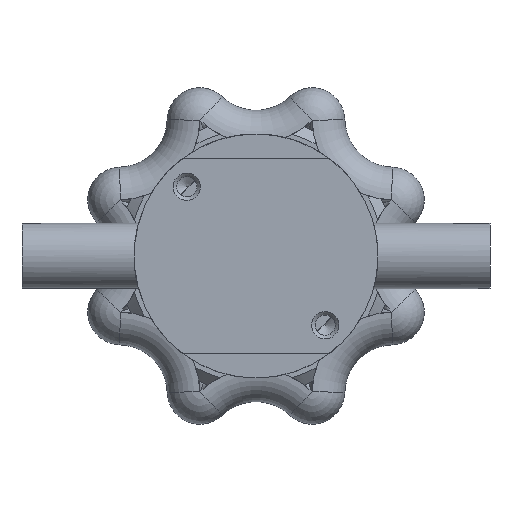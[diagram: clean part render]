
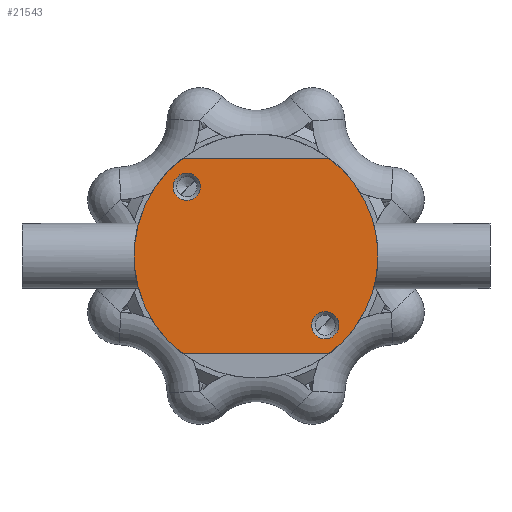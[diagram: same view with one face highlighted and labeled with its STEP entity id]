
A CAD part, front view. The second image highlights one B-rep face of the part: STEP entity #21543.
In plain terms, the highlighted planar face has unit normal (0, -1, 0).
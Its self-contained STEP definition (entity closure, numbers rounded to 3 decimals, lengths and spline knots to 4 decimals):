
#625=FACE_BOUND('',#7118,.T.);
#626=FACE_BOUND('',#7119,.T.);
#853=PLANE('',#22891);
#1578=CIRCLE('',#22892,0.935);
#1579=CIRCLE('',#22893,0.935);
#1580=CIRCLE('',#22894,0.105);
#1581=CIRCLE('',#22895,0.105);
#2423=LINE('',#32084,#4156);
#2424=LINE('',#32088,#4157);
#4156=VECTOR('',#25215,1.1166);
#4157=VECTOR('',#25218,1.1166);
#5808=FACE_OUTER_BOUND('',#7117,.T.);
#7117=EDGE_LOOP('',(#15806,#15807,#15808,#15809));
#7118=EDGE_LOOP('',(#15810));
#7119=EDGE_LOOP('',(#15811));
#9496=VERTEX_POINT('',#32082);
#9497=VERTEX_POINT('',#32083);
#9498=VERTEX_POINT('',#32085);
#9499=VERTEX_POINT('',#32087);
#9500=VERTEX_POINT('',#32090);
#9501=VERTEX_POINT('',#32092);
#11905=EDGE_CURVE('',#9496,#9497,#2423,.T.);
#11906=EDGE_CURVE('',#9498,#9497,#1578,.T.);
#11907=EDGE_CURVE('',#9498,#9499,#2424,.T.);
#11908=EDGE_CURVE('',#9496,#9499,#1579,.T.);
#11909=EDGE_CURVE('',#9500,#9500,#1580,.T.);
#11910=EDGE_CURVE('',#9501,#9501,#1581,.T.);
#15806=ORIENTED_EDGE('',*,*,#11905,.T.);
#15807=ORIENTED_EDGE('',*,*,#11906,.F.);
#15808=ORIENTED_EDGE('',*,*,#11907,.T.);
#15809=ORIENTED_EDGE('',*,*,#11908,.F.);
#15810=ORIENTED_EDGE('',*,*,#11909,.T.);
#15811=ORIENTED_EDGE('',*,*,#11910,.T.);
#21543=ADVANCED_FACE('',(#5808,#625,#626),#853,.T.);
#22891=AXIS2_PLACEMENT_3D('',#32081,#25213,#25214);
#22892=AXIS2_PLACEMENT_3D('',#32086,#25216,#25217);
#22893=AXIS2_PLACEMENT_3D('',#32089,#25219,#25220);
#22894=AXIS2_PLACEMENT_3D('',#32091,#25221,#25222);
#22895=AXIS2_PLACEMENT_3D('',#32093,#25223,#25224);
#25213=DIRECTION('center_axis',(0.,-1.,0.));
#25214=DIRECTION('ref_axis',(0.,0.,-1.));
#25215=DIRECTION('',(1.,0.,0.));
#25216=DIRECTION('center_axis',(0.,1.,0.));
#25217=DIRECTION('ref_axis',(1.,0.,0.));
#25218=DIRECTION('',(-1.,0.,0.));
#25219=DIRECTION('center_axis',(0.,1.,0.));
#25220=DIRECTION('ref_axis',(1.,0.,0.));
#25221=DIRECTION('center_axis',(0.,1.,0.));
#25222=DIRECTION('ref_axis',(1.,0.,0.));
#25223=DIRECTION('center_axis',(0.,1.,0.));
#25224=DIRECTION('ref_axis',(1.,0.,0.));
#32081=CARTESIAN_POINT('Origin',(0.4675,0.,0.));
#32082=CARTESIAN_POINT('',(-0.5583,0.,-0.75));
#32083=CARTESIAN_POINT('',(0.5583,0.,-0.75));
#32084=CARTESIAN_POINT('',(0.6301,0.,-0.75));
#32085=CARTESIAN_POINT('',(0.5583,0.,0.75));
#32086=CARTESIAN_POINT('Origin',(0.,0.,
0.));
#32087=CARTESIAN_POINT('',(-0.5583,0.,0.75));
#32088=CARTESIAN_POINT('',(-0.1841,0.,0.75));
#32089=CARTESIAN_POINT('Origin',(0.,0.,
0.));
#32090=CARTESIAN_POINT('',(0.6353,0.,-0.5303));
#32091=CARTESIAN_POINT('Origin',(0.5303,0.,
-0.5303));
#32092=CARTESIAN_POINT('',(-0.4253,0.,0.5303));
#32093=CARTESIAN_POINT('Origin',(-0.5303,0.,
0.5303));
